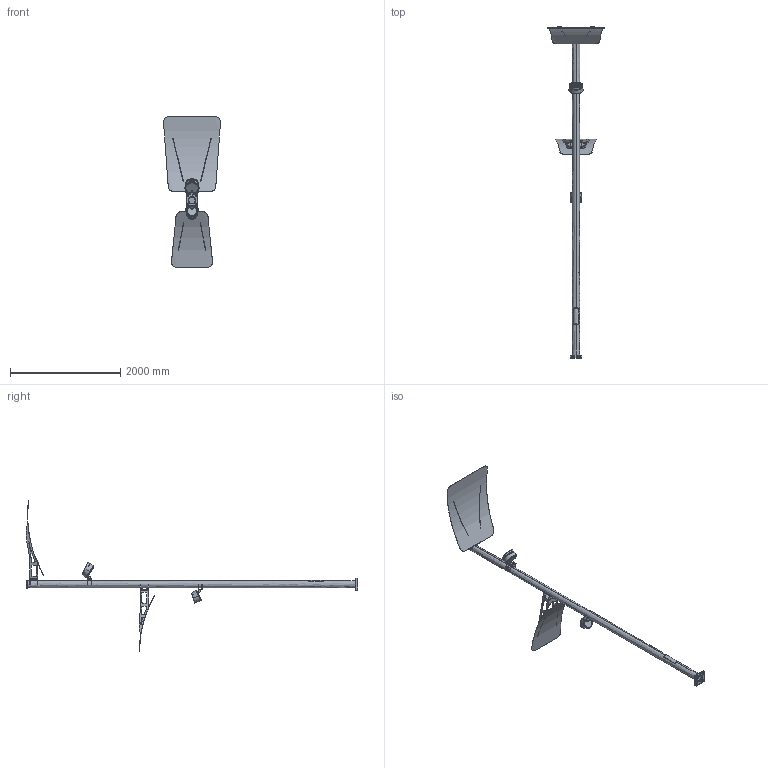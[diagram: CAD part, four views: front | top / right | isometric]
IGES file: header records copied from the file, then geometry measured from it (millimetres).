
Start section: SolidWorks IGES file using analytic representation for surfaces
Global section: file name: mira-2-6(75)-4(45)-(Ê200-150-4õ25)-ö+ïî.IGS; native system: SolidWorks 2020; preprocessor: SolidWorks 2020; author: Åêàòåðèíà; date: 210708.172012; units: millimetre
Bounding box: 1034.76 x 6026.95 x 2740.24 mm (x, y, z)
Surface area: 11040719.3 mm2 (no closed solid volume)
Topology: 0 solids, 0 shells, 1400 faces, 25473 edges, 25467 vertices
Faces by surface type: revolution 740, bspline 660
